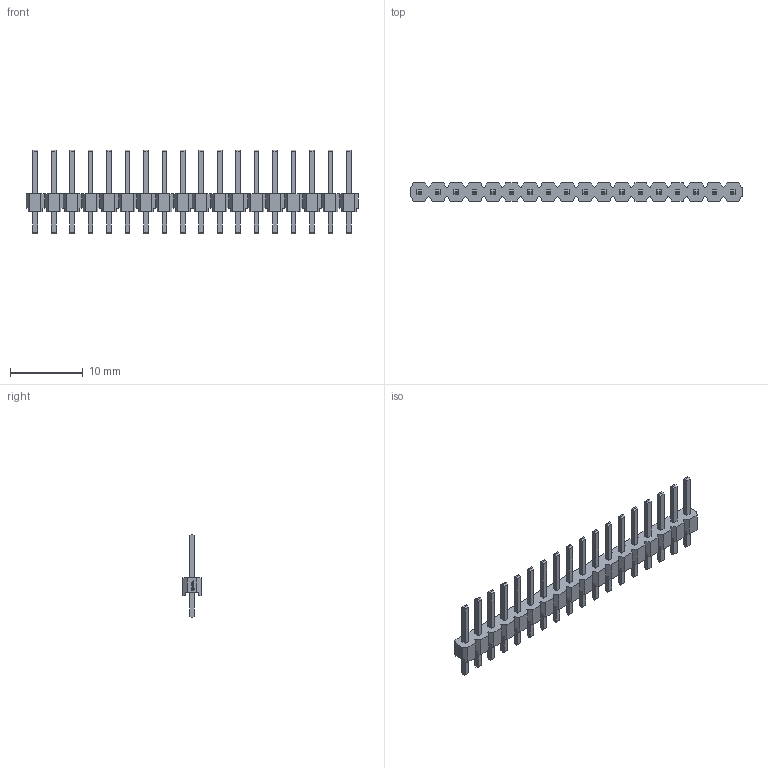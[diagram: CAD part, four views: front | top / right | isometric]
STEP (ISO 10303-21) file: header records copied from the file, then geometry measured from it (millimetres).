
FILE_DESCRIPTION(/* description */ ('Designed by EasyEDA Pro'),/* implementation_level */ '2;1');
FILE_NAME(/* name */ 'PZ_2.54_1X18P_LH.step',/* time_stamp */ '2025-03-27T09:49:43+08:00',/* author */ (''),/* organization */ (''),/* preprocessor_version */ 'ST-DEVELOPER v20.1',/* originating_system */ 'Autodesk Translation Framework v14.4.0.0',/* authorisation */ '');
FILE_SCHEMA (('AUTOMOTIVE_DESIGN { 1 0 10303 214 3 1 1 }'));
Length unit declared in the file: millimetre
Products named in the file (3): jQmc-PCBModel; jQmc-Board; jQmc-H1-HDR-TH_18P-P2.54-V-M
Assembly tree (2 placements, depth 2):
  jQmc-PCBModel
    jQmc-Board
    jQmc-H1-HDR-TH_18P-P2.54-V-M
Bounding box: 45.73 x 2.5 x 11.5 mm (x, y, z)
Volume: 283.5 mm3; surface area: 943.7 mm2
Topology: 1 solids, 1 shells, 754 faces, 2070 edges, 1380 vertices
Faces by surface type: plane 640, bspline 114
Entity records: 25514 total; most frequent: CARTESIAN_POINT 6289, ORIENTED_EDGE 4140, DIRECTION 3312, EDGE_CURVE 2070, LINE 1842, VECTOR 1842, VERTEX_POINT 1380, EDGE_LOOP 816
